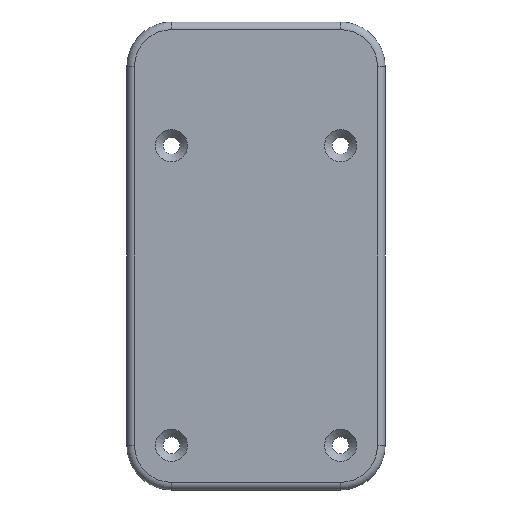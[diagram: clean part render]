
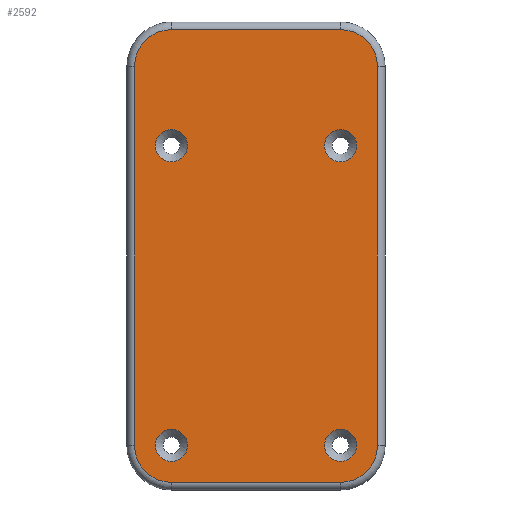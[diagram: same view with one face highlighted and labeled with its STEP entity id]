
A CAD part, front view. The second image highlights one B-rep face of the part: STEP entity #2592.
In plain terms, the highlighted planar face has unit normal (0, -1, 0).
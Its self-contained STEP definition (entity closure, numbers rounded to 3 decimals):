
#39=FACE_BOUND('',#425,.T.);
#40=FACE_BOUND('',#426,.T.);
#41=FACE_BOUND('',#427,.T.);
#42=FACE_BOUND('',#428,.T.);
#120=PLANE('',#2916);
#266=FACE_OUTER_BOUND('',#424,.T.);
#424=EDGE_LOOP('',(#2369,#2370,#2371,#2372,#2373,#2374,#2375,#2376));
#425=EDGE_LOOP('',(#2377));
#426=EDGE_LOOP('',(#2378));
#427=EDGE_LOOP('',(#2379));
#428=EDGE_LOOP('',(#2380));
#492=CIRCLE('',#2779,2.1);
#495=CIRCLE('',#2784,2.1);
#498=CIRCLE('',#2789,2.1);
#501=CIRCLE('',#2794,2.1);
#536=CIRCLE('',#2894,4.8);
#540=CIRCLE('',#2900,4.8);
#544=CIRCLE('',#2906,4.8);
#547=CIRCLE('',#2911,4.8);
#798=LINE('',#4535,#1009);
#799=LINE('',#4544,#1010);
#800=LINE('',#4555,#1011);
#802=LINE('',#4565,#1013);
#1009=VECTOR('',#3688,10.);
#1010=VECTOR('',#3701,10.);
#1011=VECTOR('',#3714,10.);
#1013=VECTOR('',#3728,10.);
#1183=VERTEX_POINT('',#4262);
#1186=VERTEX_POINT('',#4272);
#1189=VERTEX_POINT('',#4282);
#1192=VERTEX_POINT('',#4292);
#1247=VERTEX_POINT('',#4528);
#1250=VERTEX_POINT('',#4533);
#1251=VERTEX_POINT('',#4537);
#1252=VERTEX_POINT('',#4542);
#1254=VERTEX_POINT('',#4547);
#1256=VERTEX_POINT('',#4553);
#1257=VERTEX_POINT('',#4558);
#1258=VERTEX_POINT('',#4563);
#1491=EDGE_CURVE('',#1183,#1183,#492,.T.);
#1496=EDGE_CURVE('',#1186,#1186,#495,.T.);
#1501=EDGE_CURVE('',#1189,#1189,#498,.T.);
#1506=EDGE_CURVE('',#1192,#1192,#501,.T.);
#1614=EDGE_CURVE('',#1250,#1247,#798,.T.);
#1616=EDGE_CURVE('',#1251,#1250,#536,.T.);
#1619=EDGE_CURVE('',#1252,#1251,#799,.T.);
#1621=EDGE_CURVE('',#1254,#1252,#540,.T.);
#1624=EDGE_CURVE('',#1256,#1254,#800,.T.);
#1627=EDGE_CURVE('',#1257,#1256,#544,.T.);
#1630=EDGE_CURVE('',#1258,#1257,#802,.T.);
#1631=EDGE_CURVE('',#1247,#1258,#547,.T.);
#2369=ORIENTED_EDGE('',*,*,#1614,.F.);
#2370=ORIENTED_EDGE('',*,*,#1616,.F.);
#2371=ORIENTED_EDGE('',*,*,#1619,.F.);
#2372=ORIENTED_EDGE('',*,*,#1621,.F.);
#2373=ORIENTED_EDGE('',*,*,#1624,.F.);
#2374=ORIENTED_EDGE('',*,*,#1627,.F.);
#2375=ORIENTED_EDGE('',*,*,#1630,.F.);
#2376=ORIENTED_EDGE('',*,*,#1631,.F.);
#2377=ORIENTED_EDGE('',*,*,#1491,.T.);
#2378=ORIENTED_EDGE('',*,*,#1496,.T.);
#2379=ORIENTED_EDGE('',*,*,#1501,.T.);
#2380=ORIENTED_EDGE('',*,*,#1506,.T.);
#2592=ADVANCED_FACE('',(#266,#39,#40,#41,#42),#120,.F.);
#2779=AXIS2_PLACEMENT_3D('',#4263,#3390,#3391);
#2784=AXIS2_PLACEMENT_3D('',#4273,#3402,#3403);
#2789=AXIS2_PLACEMENT_3D('',#4283,#3414,#3415);
#2794=AXIS2_PLACEMENT_3D('',#4293,#3426,#3427);
#2894=AXIS2_PLACEMENT_3D('',#4539,#3693,#3694);
#2900=AXIS2_PLACEMENT_3D('',#4549,#3706,#3707);
#2906=AXIS2_PLACEMENT_3D('',#4560,#3720,#3721);
#2911=AXIS2_PLACEMENT_3D('',#4567,#3731,#3732);
#2916=AXIS2_PLACEMENT_3D('',#4575,#3744,#3745);
#3390=DIRECTION('center_axis',(0.,1.,0.));
#3391=DIRECTION('ref_axis',(0.,0.,-1.));
#3402=DIRECTION('center_axis',(0.,1.,0.));
#3403=DIRECTION('ref_axis',(0.,0.,-1.));
#3414=DIRECTION('center_axis',(0.,1.,0.));
#3415=DIRECTION('ref_axis',(0.,0.,-1.));
#3426=DIRECTION('center_axis',(0.,1.,0.));
#3427=DIRECTION('ref_axis',(0.,0.,-1.));
#3688=DIRECTION('',(0.,0.,-1.));
#3693=DIRECTION('center_axis',(0.,1.,0.));
#3694=DIRECTION('ref_axis',(0.707,0.,0.707));
#3701=DIRECTION('',(1.,0.,0.));
#3706=DIRECTION('center_axis',(0.,1.,0.));
#3707=DIRECTION('ref_axis',(-0.707,0.,0.707));
#3714=DIRECTION('',(0.,0.,1.));
#3720=DIRECTION('center_axis',(0.,1.,0.));
#3721=DIRECTION('ref_axis',(-0.707,0.,-0.707));
#3728=DIRECTION('',(-1.,0.,0.));
#3731=DIRECTION('center_axis',(0.,1.,0.));
#3732=DIRECTION('ref_axis',(0.707,0.,-0.707));
#3744=DIRECTION('center_axis',(0.,1.,0.));
#3745=DIRECTION('ref_axis',(1.,0.,0.));
#4262=CARTESIAN_POINT('',(-11.,-7.,-44.4));
#4263=CARTESIAN_POINT('Origin',(-11.,-7.,-46.5));
#4272=CARTESIAN_POINT('',(11.,-7.,-5.4));
#4273=CARTESIAN_POINT('Origin',(11.,-7.,-7.5));
#4282=CARTESIAN_POINT('',(11.,-7.,-44.4));
#4283=CARTESIAN_POINT('Origin',(11.,-7.,-46.5));
#4292=CARTESIAN_POINT('',(-11.,-7.,-5.4));
#4293=CARTESIAN_POINT('Origin',(-11.,-7.,-7.5));
#4528=CARTESIAN_POINT('',(15.8,-7.,-46.5));
#4533=CARTESIAN_POINT('',(15.8,-7.,2.8));
#4535=CARTESIAN_POINT('',(15.8,-7.,-34.5));
#4537=CARTESIAN_POINT('',(11.,-7.,7.6));
#4539=CARTESIAN_POINT('Origin',(11.,-7.,2.8));
#4542=CARTESIAN_POINT('',(-11.,-7.,7.6));
#4544=CARTESIAN_POINT('',(5.5,-7.,7.6));
#4547=CARTESIAN_POINT('',(-15.8,-7.,2.8));
#4549=CARTESIAN_POINT('Origin',(-11.,-7.,2.8));
#4553=CARTESIAN_POINT('',(-15.8,-7.,-46.5));
#4555=CARTESIAN_POINT('',(-15.8,-7.,-9.85));
#4558=CARTESIAN_POINT('',(-11.,-7.,-51.3));
#4560=CARTESIAN_POINT('Origin',(-11.,-7.,-46.5));
#4563=CARTESIAN_POINT('',(11.,-7.,-51.3));
#4565=CARTESIAN_POINT('',(-5.5,-7.,-51.3));
#4567=CARTESIAN_POINT('Origin',(11.,-7.,-46.5));
#4575=CARTESIAN_POINT('Origin',(0.,-7.,-22.5));
